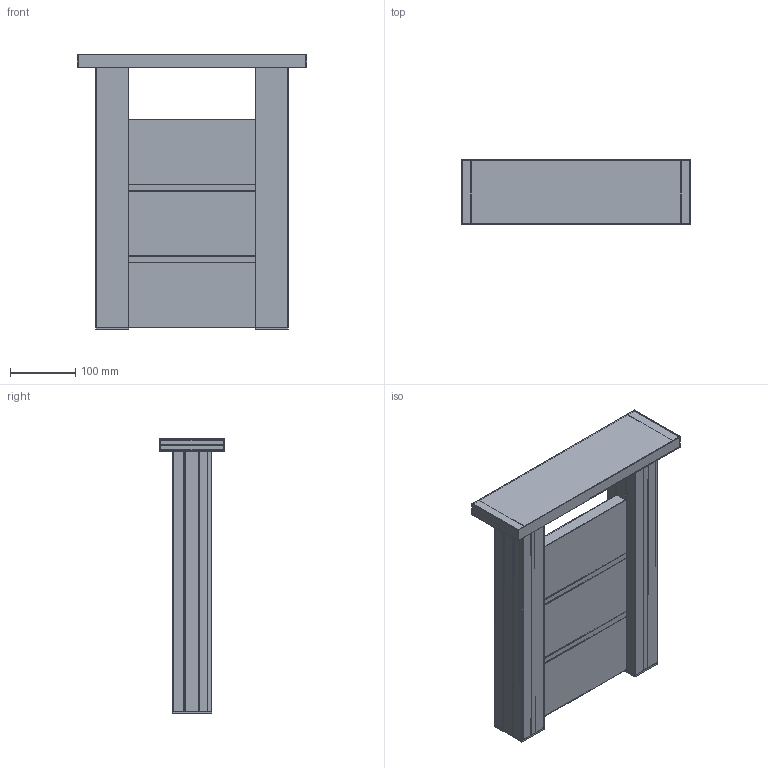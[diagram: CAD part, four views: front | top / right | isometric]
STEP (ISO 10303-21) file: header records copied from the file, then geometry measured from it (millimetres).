
FILE_DESCRIPTION (( 'STEP AP214' ), '1' );
FILE_NAME ('FG_SAMPLE-03.STEP', '2025-05-29T10:22:31', ( '' ), ( '' ), 'SwSTEP 2.0', 'SolidWorks 2019', '' );
FILE_SCHEMA (( 'AUTOMOTIVE_DESIGN' ));
Length unit declared in the file: millimetre
Products named in the file (11): Lata_100x20-230; Lata_10x20-230; AL_RP6002-6000_400; AL_RP6001-6000_400; FG_CP50x60-R7016; FG_SAMPLE-03; Lata_100x20-335; AL_RP6003-6000_400; FG_SC20x20-6000_Zaslepka laty 20x100; A-DIN 7505A 5x20; AL_RP6003-6000_80
Assembly tree (22 placements, depth 2):
  FG_SAMPLE-03
    AL_RP6001-6000_400  x2
    AL_RP6002-6000_400  x2
    FG_CP50x60-R7016  x2
    AL_RP6003-6000_400  x2
    AL_RP6003-6000_80  x2
    Lata_100x20-230  x3
    Lata_10x20-230  x2
    Lata_100x20-335
    FG_SC20x20-6000_Zaslepka laty 20x100  x2
    A-DIN 7505A 5x20  x4
Bounding box: 352.6 x 100 x 423.25 mm (x, y, z)
Volume: 911781.8 mm3; surface area: 1336827 mm2
Topology: 22 solids, 22 shells, 1712 faces, 4632 edges, 2972 vertices
Faces by surface type: cylinder 874, plane 582, bspline 140, torus 48, cone 36, sphere 32
Entity records: 27994 total; most frequent: CARTESIAN_POINT 8747, ORIENTED_EDGE 3970, DIRECTION 3964, EDGE_CURVE 1985, AXIS2_PLACEMENT_3D 1412, VERTEX_POINT 1293, VECTOR 1140, LINE 1140
